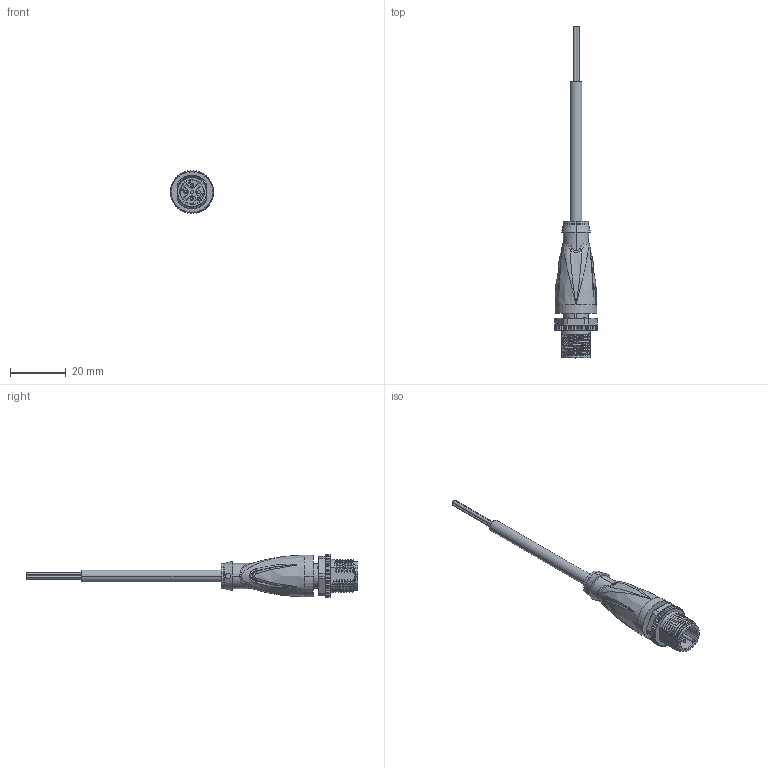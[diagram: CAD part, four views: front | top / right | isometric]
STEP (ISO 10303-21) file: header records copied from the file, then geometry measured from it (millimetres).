
FILE_DESCRIPTION(('STEP AP214'),'1');
FILE_NAME('cctmp_FAB18D48-5F63-412C-A216-86C2552283E6_2022_04_27_10_54_37_0121..stp','2022-04-27T08:54:42',('KiM GmbH'),('CADClick - www.CADClick.com'),'Spatial InterOp 3D postprocessed',' ','unknown authorization');
FILE_SCHEMA(('AUTOMOTIVE_DESIGN'));
Length unit declared in the file: millimetre
Products named in the file (7): T191333_1; Connection2; Cable; Connection1; Connection1_2; Connection1_1; T191333
Assembly tree (6 placements, depth 4):
  T191333
    T191333_1
      Connection2
      Cable
      Connection1
        Connection1_2
        Connection1_1
Bounding box: 15.4 x 119.1 x 15.37 mm (x, y, z)
Volume: 6297.7 mm3; surface area: 5170.9 mm2
Topology: 7 solids, 7 shells, 1139 faces, 3007 edges, 1900 vertices
Faces by surface type: plane 492, cylinder 265, torus 161, bspline 141, cone 70, sphere 6, extrusion 4
Entity records: 52278 total; most frequent: CARTESIAN_POINT 21479, ORIENTED_EDGE 5980, DIRECTION 5337, EDGE_CURVE 2990, AXIS2_PLACEMENT_3D 1925, VERTEX_POINT 1900, VECTOR 1487, LINE 1483
